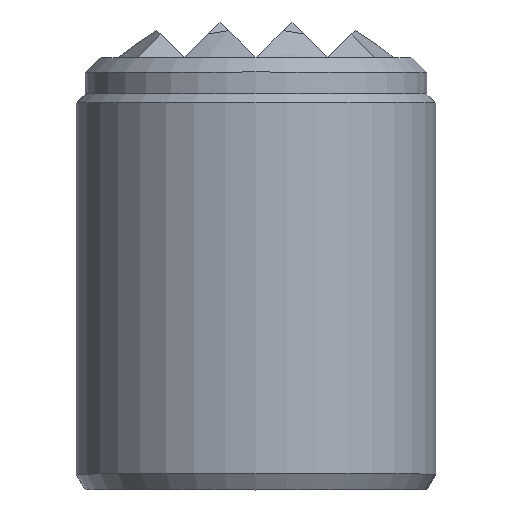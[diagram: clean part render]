
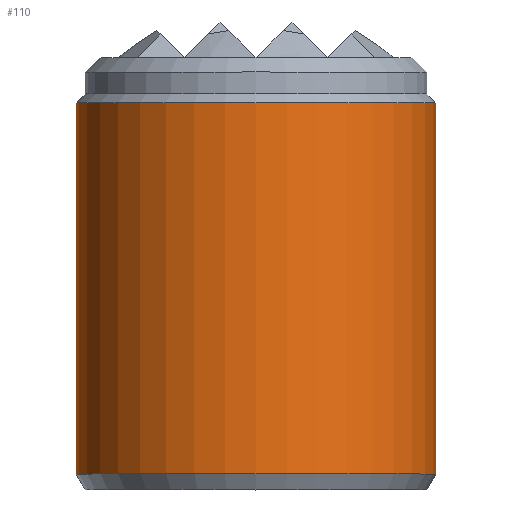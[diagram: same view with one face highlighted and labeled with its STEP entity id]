
A CAD part, top view. The second image highlights one B-rep face of the part: STEP entity #110.
In plain terms, the highlighted cylindrical face has radius 5 mm (diameter 10 mm), a partial arc.
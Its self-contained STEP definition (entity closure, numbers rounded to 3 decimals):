
#110=ADVANCED_FACE('',(#282),#283,.T.);
#282=FACE_OUTER_BOUND('',#524,.T.);
#283=CYLINDRICAL_SURFACE('',#525,5.0);
#524=EDGE_LOOP('',(#759,#760,#761,#762));
#525=AXIS2_PLACEMENT_3D('',#763,#764,#765);
#759=ORIENTED_EDGE('',*,*,#1348,.F.);
#760=ORIENTED_EDGE('',*,*,#1349,.T.);
#761=ORIENTED_EDGE('',*,*,#1350,.F.);
#762=ORIENTED_EDGE('',*,*,#1344,.F.);
#763=CARTESIAN_POINT('',(0.0,5.592,0.0));
#764=DIRECTION('',(0.0,-1.0,0.0));
#765=DIRECTION('',(1.0,0.0,0.0));
#1344=EDGE_CURVE('',#1564,#1567,#1568,.T.);
#1348=EDGE_CURVE('',#1573,#1564,#1574,.T.);
#1349=EDGE_CURVE('',#1573,#1575,#1576,.T.);
#1350=EDGE_CURVE('',#1567,#1575,#1577,.T.);
#1564=VERTEX_POINT('',#1862);
#1567=VERTEX_POINT('',#1866);
#1568=CIRCLE('',#1867,5.0);
#1573=VERTEX_POINT('',#1873);
#1574=LINE('',#1874,#1875);
#1575=VERTEX_POINT('',#1876);
#1576=CIRCLE('',#1877,5.0);
#1577=LINE('',#1878,#1879);
#1862=CARTESIAN_POINT('',(5.0,0.433,0.0));
#1866=CARTESIAN_POINT('',(-5.0,0.433,0.));
#1867=AXIS2_PLACEMENT_3D('',#2458,#2459,#2460);
#1873=CARTESIAN_POINT('',(5.0,10.75,0.0));
#1874=CARTESIAN_POINT('',(5.0,5.592,0.));
#1875=VECTOR('',#2465,1.0);
#1876=CARTESIAN_POINT('',(-5.0,10.75,0.));
#1877=AXIS2_PLACEMENT_3D('',#2466,#2467,#2468);
#1878=CARTESIAN_POINT('',(-5.0,5.592,0.));
#1879=VECTOR('',#2469,1.0);
#2458=CARTESIAN_POINT('',(0.0,0.433,0.0));
#2459=DIRECTION('',(0.0,-1.0,0.0));
#2460=DIRECTION('',(1.0,0.0,0.0));
#2465=DIRECTION('',(0.0,-1.0,-0.0));
#2466=CARTESIAN_POINT('',(0.0,10.75,0.0));
#2467=DIRECTION('',(0.0,-1.0,0.0));
#2468=DIRECTION('',(1.0,0.0,0.0));
#2469=DIRECTION('',(0.0,1.0,-0.0));
